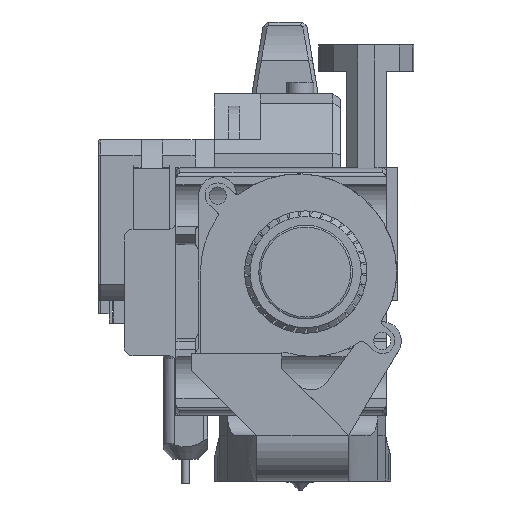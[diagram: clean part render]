
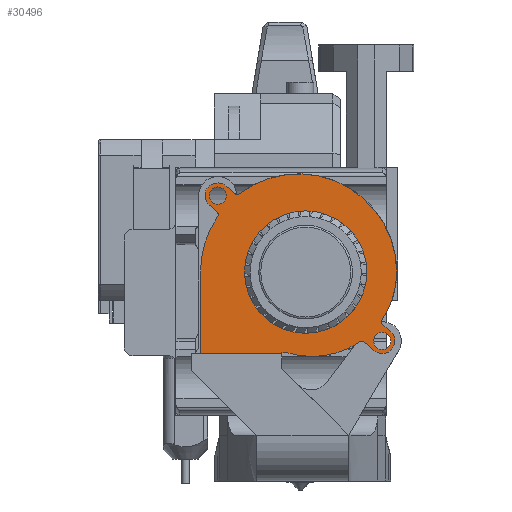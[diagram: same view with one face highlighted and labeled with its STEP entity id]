
A CAD part, left-side view. The second image highlights one B-rep face of the part: STEP entity #30496.
In plain terms, the highlighted face is planar.
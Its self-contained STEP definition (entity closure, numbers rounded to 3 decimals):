
#1841=FACE_BOUND('',#6527,.T.);
#1842=FACE_BOUND('',#6528,.T.);
#1843=FACE_BOUND('',#6529,.T.);
#2956=CIRCLE('',#33246,2.25);
#2958=CIRCLE('',#33249,2.25);
#2960=CIRCLE('',#33252,22.068);
#2962=CIRCLE('',#33255,3.3);
#2964=CIRCLE('',#33258,1.);
#2966=CIRCLE('',#33261,16.);
#2973=CIRCLE('',#33274,3.3);
#2975=CIRCLE('',#33278,25.65);
#2977=CIRCLE('',#33281,22.068);
#2979=CIRCLE('',#33284,1.);
#2981=CIRCLE('',#33289,1.);
#2983=CIRCLE('',#33292,2.);
#2985=CIRCLE('',#33298,25.65);
#2987=CIRCLE('',#33301,1.);
#4662=FACE_OUTER_BOUND('',#6526,.T.);
#6526=EDGE_LOOP('',(#27369,#27370,#27371,#27372,#27373,#27374,#27375,#27376,
#27377,#27378,#27379,#27380,#27381,#27382,#27383,#27384,#27385,#27386));
#6527=EDGE_LOOP('',(#27387));
#6528=EDGE_LOOP('',(#27388));
#6529=EDGE_LOOP('',(#27389));
#9014=LINE('',#55758,#11586);
#9019=LINE('',#55779,#11591);
#9021=LINE('',#55783,#11593);
#9025=LINE('',#55798,#11597);
#9034=LINE('',#55814,#11606);
#9037=LINE('',#55820,#11609);
#9042=LINE('',#55837,#11614);
#11586=VECTOR('',#40880,1000.);
#11591=VECTOR('',#40905,1000.);
#11593=VECTOR('',#40909,1000.);
#11597=VECTOR('',#40927,1000.);
#11606=VECTOR('',#40938,1000.);
#11609=VECTOR('',#40943,1000.);
#11614=VECTOR('',#40962,1000.);
#14417=VERTEX_POINT('',#55673);
#14419=VERTEX_POINT('',#55679);
#14422=VERTEX_POINT('',#55686);
#14423=VERTEX_POINT('',#55688);
#14426=VERTEX_POINT('',#55695);
#14427=VERTEX_POINT('',#55697);
#14430=VERTEX_POINT('',#55704);
#14431=VERTEX_POINT('',#55706);
#14433=VERTEX_POINT('',#55712);
#14446=VERTEX_POINT('',#55749);
#14447=VERTEX_POINT('',#55750);
#14450=VERTEX_POINT('',#55761);
#14452=VERTEX_POINT('',#55767);
#14454=VERTEX_POINT('',#55773);
#14456=VERTEX_POINT('',#55782);
#14458=VERTEX_POINT('',#55791);
#14460=VERTEX_POINT('',#55797);
#14466=VERTEX_POINT('',#55813);
#14468=VERTEX_POINT('',#55819);
#14470=VERTEX_POINT('',#55825);
#14472=VERTEX_POINT('',#55831);
#18733=EDGE_CURVE('',#14417,#14417,#2956,.T.);
#18736=EDGE_CURVE('',#14419,#14419,#2958,.T.);
#18739=EDGE_CURVE('',#14423,#14422,#2960,.T.);
#18743=EDGE_CURVE('',#14427,#14426,#2962,.T.);
#18747=EDGE_CURVE('',#14431,#14430,#2964,.T.);
#18751=EDGE_CURVE('',#14433,#14433,#2966,.T.);
#18768=EDGE_CURVE('',#14446,#14447,#2973,.T.);
#18772=EDGE_CURVE('',#14430,#14446,#9014,.T.);
#18774=EDGE_CURVE('',#14450,#14431,#2975,.T.);
#18777=EDGE_CURVE('',#14452,#14450,#2977,.T.);
#18780=EDGE_CURVE('',#14454,#14452,#2979,.T.);
#18783=EDGE_CURVE('',#14426,#14454,#9019,.T.);
#18785=EDGE_CURVE('',#14456,#14427,#9021,.T.);
#18788=EDGE_CURVE('',#14422,#14456,#2981,.T.);
#18790=EDGE_CURVE('',#14458,#14423,#2983,.T.);
#18793=EDGE_CURVE('',#14460,#14458,#9025,.T.);
#18802=EDGE_CURVE('',#14466,#14460,#9034,.T.);
#18805=EDGE_CURVE('',#14468,#14466,#9037,.T.);
#18808=EDGE_CURVE('',#14470,#14468,#2985,.T.);
#18811=EDGE_CURVE('',#14472,#14470,#2987,.T.);
#18814=EDGE_CURVE('',#14447,#14472,#9042,.T.);
#27369=ORIENTED_EDGE('',*,*,#18768,.T.);
#27370=ORIENTED_EDGE('',*,*,#18814,.T.);
#27371=ORIENTED_EDGE('',*,*,#18811,.T.);
#27372=ORIENTED_EDGE('',*,*,#18808,.T.);
#27373=ORIENTED_EDGE('',*,*,#18805,.T.);
#27374=ORIENTED_EDGE('',*,*,#18802,.T.);
#27375=ORIENTED_EDGE('',*,*,#18793,.T.);
#27376=ORIENTED_EDGE('',*,*,#18790,.T.);
#27377=ORIENTED_EDGE('',*,*,#18739,.T.);
#27378=ORIENTED_EDGE('',*,*,#18788,.T.);
#27379=ORIENTED_EDGE('',*,*,#18785,.T.);
#27380=ORIENTED_EDGE('',*,*,#18743,.T.);
#27381=ORIENTED_EDGE('',*,*,#18783,.T.);
#27382=ORIENTED_EDGE('',*,*,#18780,.T.);
#27383=ORIENTED_EDGE('',*,*,#18777,.T.);
#27384=ORIENTED_EDGE('',*,*,#18774,.T.);
#27385=ORIENTED_EDGE('',*,*,#18747,.T.);
#27386=ORIENTED_EDGE('',*,*,#18772,.T.);
#27387=ORIENTED_EDGE('',*,*,#18751,.F.);
#27388=ORIENTED_EDGE('',*,*,#18733,.F.);
#27389=ORIENTED_EDGE('',*,*,#18736,.F.);
#28865=PLANE('',#33306);
#30496=ADVANCED_FACE('',(#4662,#1841,#1842,#1843),#28865,.F.);
#33246=AXIS2_PLACEMENT_3D('',#55675,#40798,#40799);
#33249=AXIS2_PLACEMENT_3D('',#55681,#40805,#40806);
#33252=AXIS2_PLACEMENT_3D('',#55689,#40812,#40813);
#33255=AXIS2_PLACEMENT_3D('',#55698,#40820,#40821);
#33258=AXIS2_PLACEMENT_3D('',#55707,#40828,#40829);
#33261=AXIS2_PLACEMENT_3D('',#55714,#40836,#40837);
#33274=AXIS2_PLACEMENT_3D('',#55751,#40872,#40873);
#33278=AXIS2_PLACEMENT_3D('',#55762,#40884,#40885);
#33281=AXIS2_PLACEMENT_3D('',#55768,#40891,#40892);
#33284=AXIS2_PLACEMENT_3D('',#55774,#40898,#40899);
#33289=AXIS2_PLACEMENT_3D('',#55788,#40914,#40915);
#33292=AXIS2_PLACEMENT_3D('',#55792,#40920,#40921);
#33298=AXIS2_PLACEMENT_3D('',#55826,#40948,#40949);
#33301=AXIS2_PLACEMENT_3D('',#55832,#40955,#40956);
#33306=AXIS2_PLACEMENT_3D('',#55843,#40970,#40971);
#40798=DIRECTION('center_axis',(0.,1.,0.));
#40799=DIRECTION('ref_axis',(0.,0.,1.));
#40805=DIRECTION('center_axis',(0.,1.,0.));
#40806=DIRECTION('ref_axis',(0.,0.,1.));
#40812=DIRECTION('center_axis',(0.,1.,0.));
#40813=DIRECTION('ref_axis',(0.,0.,-1.));
#40820=DIRECTION('center_axis',(0.,1.,0.));
#40821=DIRECTION('ref_axis',(0.,0.,-1.));
#40828=DIRECTION('center_axis',(0.,-1.,0.));
#40829=DIRECTION('ref_axis',(0.,0.,1.));
#40836=DIRECTION('center_axis',(0.,1.,0.));
#40837=DIRECTION('ref_axis',(0.,0.,1.));
#40872=DIRECTION('center_axis',(0.,1.,0.));
#40873=DIRECTION('ref_axis',(0.,0.,-1.));
#40880=DIRECTION('',(-0.749,0.,-0.662));
#40884=DIRECTION('center_axis',(0.,1.,0.));
#40885=DIRECTION('ref_axis',(0.,0.,1.));
#40891=DIRECTION('center_axis',(0.,1.,0.));
#40892=DIRECTION('ref_axis',(0.,0.,-1.));
#40898=DIRECTION('center_axis',(0.,-1.,0.));
#40899=DIRECTION('ref_axis',(0.,0.,-1.));
#40905=DIRECTION('',(-0.749,0.,-0.662));
#40909=DIRECTION('',(0.749,0.,0.662));
#40914=DIRECTION('center_axis',(0.,-1.,0.));
#40915=DIRECTION('ref_axis',(0.,0.,1.));
#40920=DIRECTION('center_axis',(0.,-1.,0.));
#40921=DIRECTION('ref_axis',(0.,0.,1.));
#40927=DIRECTION('',(0.,0.,-1.));
#40938=DIRECTION('',(1.,0.,0.));
#40943=DIRECTION('',(0.,0.,1.));
#40948=DIRECTION('center_axis',(0.,1.,0.));
#40949=DIRECTION('ref_axis',(0.,0.,1.));
#40955=DIRECTION('center_axis',(0.,-1.,0.));
#40956=DIRECTION('ref_axis',(0.,0.,-1.));
#40962=DIRECTION('',(0.749,0.,0.662));
#40970=DIRECTION('center_axis',(0.,-1.,0.));
#40971=DIRECTION('ref_axis',(0.,0.,-1.));
#55673=CARTESIAN_POINT('',(20.,0.,15.75));
#55675=CARTESIAN_POINT('Origin',(20.,0.,18.));
#55679=CARTESIAN_POINT('',(-23.,0.,-22.25));
#55681=CARTESIAN_POINT('Origin',(-23.,0.,-20.));
#55686=CARTESIAN_POINT('',(14.152,0.,18.241));
#55688=CARTESIAN_POINT('',(-4.899,0.,21.048));
#55689=CARTESIAN_POINT('Origin',(1.732,0.,0.));
#55695=CARTESIAN_POINT('',(22.185,0.,15.527));
#55697=CARTESIAN_POINT('',(17.815,0.,20.473));
#55698=CARTESIAN_POINT('Origin',(20.,0.,18.));
#55704=CARTESIAN_POINT('',(-18.599,0.,-20.515));
#55706=CARTESIAN_POINT('',(-17.333,0.,-20.467));
#55707=CARTESIAN_POINT('Origin',(-17.937,0.,-21.264));
#55712=CARTESIAN_POINT('',(0.,0.,-16.));
#55714=CARTESIAN_POINT('Origin',(0.,0.,0.));
#55749=CARTESIAN_POINT('',(-20.815,0.,-22.473));
#55750=CARTESIAN_POINT('',(-25.185,0.,-17.527));
#55751=CARTESIAN_POINT('Origin',(-23.,0.,-20.));
#55758=CARTESIAN_POINT('',(-20.815,0.,-22.473));
#55761=CARTESIAN_POINT('',(23.8,0.,0.));
#55762=CARTESIAN_POINT('Origin',(-1.85,0.,-0.017));
#55767=CARTESIAN_POINT('',(19.979,0.,12.411));
#55768=CARTESIAN_POINT('Origin',(1.732,0.,0.));
#55773=CARTESIAN_POINT('',(20.144,0.,13.723));
#55774=CARTESIAN_POINT('Origin',(20.806,0.,12.974));
#55779=CARTESIAN_POINT('',(22.185,0.,15.527));
#55782=CARTESIAN_POINT('',(15.377,0.,18.318));
#55783=CARTESIAN_POINT('',(17.815,0.,20.473));
#55788=CARTESIAN_POINT('Origin',(14.715,0.,19.068));
#55791=CARTESIAN_POINT('',(-7.5,0.,22.956));
#55792=CARTESIAN_POINT('Origin',(-5.5,0.,22.956));
#55797=CARTESIAN_POINT('',(-7.5,0.,25.4));
#55798=CARTESIAN_POINT('',(-7.5,0.,25.4));
#55813=CARTESIAN_POINT('',(-27.5,0.,25.4));
#55814=CARTESIAN_POINT('',(-27.5,0.,25.4));
#55819=CARTESIAN_POINT('',(-27.5,0.,0.));
#55820=CARTESIAN_POINT('',(-27.5,0.,25.4));
#55825=CARTESIAN_POINT('',(-23.043,0.,-14.466));
#55826=CARTESIAN_POINT('Origin',(-1.85,0.,-0.017));
#55831=CARTESIAN_POINT('',(-23.207,0.,-15.779));
#55832=CARTESIAN_POINT('Origin',(-23.869,0.,-15.03));
#55837=CARTESIAN_POINT('',(-25.185,0.,-17.527));
#55843=CARTESIAN_POINT('Origin',(-23.,0.,-20.));
